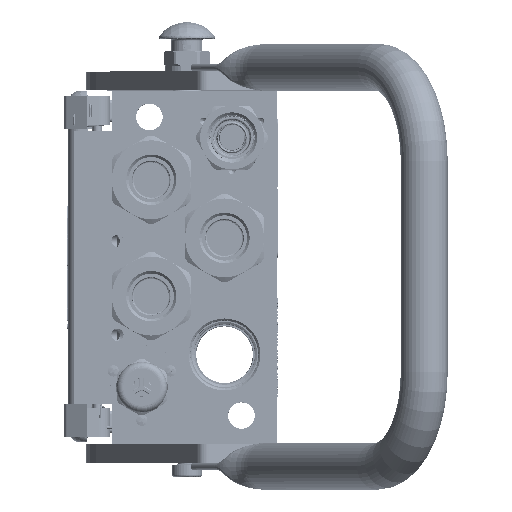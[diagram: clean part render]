
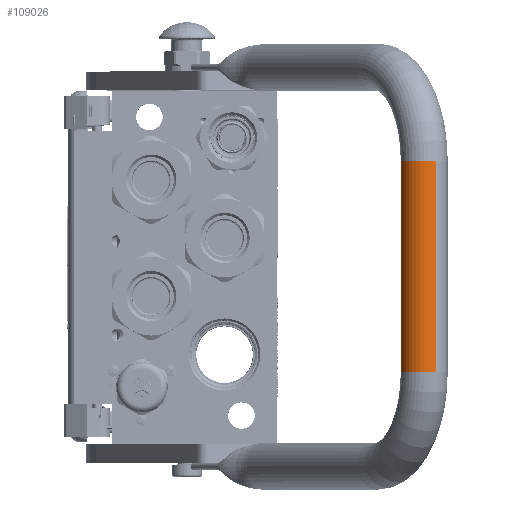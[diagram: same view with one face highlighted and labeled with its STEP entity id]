
A CAD part, top view. The second image highlights one B-rep face of the part: STEP entity #109026.
In plain terms, the highlighted cylindrical face has radius 12.5 mm (diameter 25 mm), a partial arc.
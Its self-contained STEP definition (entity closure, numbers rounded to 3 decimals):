
#566 = LINE ( 'NONE', #125572, #156118 ) ;
#3540 = VERTEX_POINT ( 'NONE', #148881 ) ;
#13411 = VERTEX_POINT ( 'NONE', #130513 ) ;
#25359 = ORIENTED_EDGE ( 'NONE', *, *, #41739, .F. ) ;
#37421 = CARTESIAN_POINT ( 'NONE',  ( -56.25, 0., 167.5 ) ) ;
#41739 = EDGE_CURVE ( 'NONE', #60591, #13411, #51072, .T. ) ;
#42307 = DIRECTION ( 'NONE',  ( 0., 0., 1. ) ) ;
#42313 = EDGE_CURVE ( 'NONE', #108991, #60591, #566, .T. ) ;
#46127 = FACE_OUTER_BOUND ( 'NONE', #205897, .T. ) ;
#51072 = CIRCLE ( 'NONE', #111074, 12.5 ) ;
#58456 = CARTESIAN_POINT ( 'NONE',  ( 56.25, 0., 167.5 ) ) ;
#60591 = VERTEX_POINT ( 'NONE', #89158 ) ;
#76307 = ORIENTED_EDGE ( 'NONE', *, *, #42313, .F. ) ;
#89158 = CARTESIAN_POINT ( 'NONE',  ( 56.25, 0., 180. ) ) ;
#89423 = AXIS2_PLACEMENT_3D ( 'NONE', #37421, #167107, #150968 ) ;
#91429 = CYLINDRICAL_SURFACE ( 'NONE', #203000, 12.5 ) ;
#97473 = DIRECTION ( 'NONE',  ( -1., 0., 0. ) ) ;
#97898 = VECTOR ( 'NONE', #126780, 1000. ) ;
#100702 = EDGE_CURVE ( 'NONE', #3540, #13411, #120420, .T. ) ;
#107467 = ORIENTED_EDGE ( 'NONE', *, *, #133252, .T. ) ;
#108991 = VERTEX_POINT ( 'NONE', #190685 ) ;
#109026 = ADVANCED_FACE ( 'NONE', ( #46127 ), #91429, .T. ) ;
#111074 = AXIS2_PLACEMENT_3D ( 'NONE', #58456, #138388, #42307 ) ;
#120420 = LINE ( 'NONE', #159724, #97898 ) ;
#125572 = CARTESIAN_POINT ( 'NONE',  ( -56.25, 0., 180. ) ) ;
#126780 = DIRECTION ( 'NONE',  ( 1., 0., 0. ) ) ;
#130513 = CARTESIAN_POINT ( 'NONE',  ( 56.25, 0., 155. ) ) ;
#133252 = EDGE_CURVE ( 'NONE', #108991, #3540, #199269, .T. ) ;
#138388 = DIRECTION ( 'NONE',  ( 1., 0., 0. ) ) ;
#148881 = CARTESIAN_POINT ( 'NONE',  ( -56.25, 0., 155. ) ) ;
#150968 = DIRECTION ( 'NONE',  ( 0., 0., 1. ) ) ;
#153207 = CARTESIAN_POINT ( 'NONE',  ( -56.25, 0., 167.5 ) ) ;
#156118 = VECTOR ( 'NONE', #157117, 1000. ) ;
#157117 = DIRECTION ( 'NONE',  ( 1., 0., 0. ) ) ;
#158561 = ORIENTED_EDGE ( 'NONE', *, *, #100702, .T. ) ;
#159724 = CARTESIAN_POINT ( 'NONE',  ( -56.25, 0., 155. ) ) ;
#167107 = DIRECTION ( 'NONE',  ( 1., 0., 0. ) ) ;
#178041 = DIRECTION ( 'NONE',  ( 0., 0., -1. ) ) ;
#190685 = CARTESIAN_POINT ( 'NONE',  ( -56.25, 0., 180. ) ) ;
#199269 = CIRCLE ( 'NONE', #89423, 12.5 ) ;
#203000 = AXIS2_PLACEMENT_3D ( 'NONE', #153207, #97473, #178041 ) ;
#205897 = EDGE_LOOP ( 'NONE', ( #158561, #25359, #76307, #107467 ) ) ;
